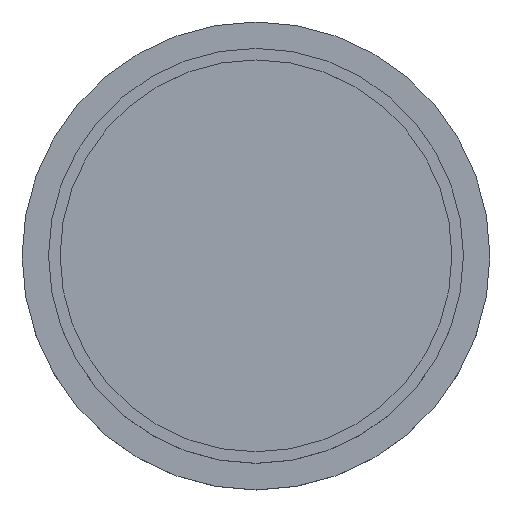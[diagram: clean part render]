
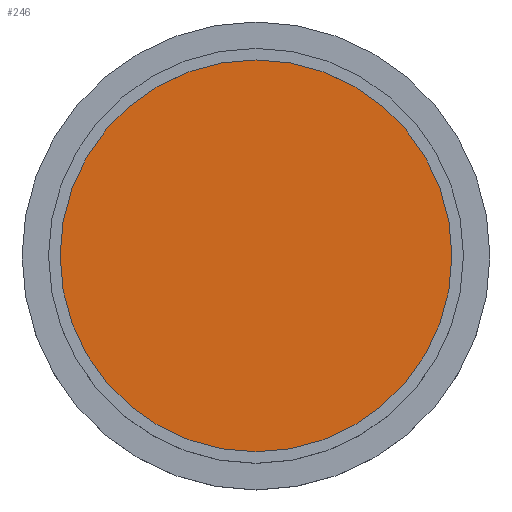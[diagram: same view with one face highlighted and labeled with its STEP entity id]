
A CAD part, top view. The second image highlights one B-rep face of the part: STEP entity #246.
In plain terms, the highlighted planar face has unit normal (0, 0, 1).
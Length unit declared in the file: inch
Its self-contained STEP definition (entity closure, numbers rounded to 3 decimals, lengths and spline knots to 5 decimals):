
#75=CARTESIAN_POINT('',(0.,0.,0.19094));
#76=DIRECTION('',(0.,0.,1.));
#77=DIRECTION('',(1.,0.,0.));
#78=AXIS2_PLACEMENT_3D('',#75,#76,#77);
#80=CARTESIAN_POINT('',(0.,0.,0.19094));
#81=DIRECTION('',(0.,0.,1.));
#82=DIRECTION('',(-1.,0.,0.));
#83=AXIS2_PLACEMENT_3D('',#80,#81,#82);
#101=CARTESIAN_POINT('',(0.33465,0.,0.19094));
#102=CARTESIAN_POINT('',(-0.33465,0.,0.19094));
#103=VERTEX_POINT('',#101);
#104=VERTEX_POINT('',#102);
#237=CARTESIAN_POINT('',(0.,0.,0.19094));
#238=DIRECTION('',(0.,0.,1.));
#239=DIRECTION('',(1.,0.,0.));
#240=AXIS2_PLACEMENT_3D('',#237,#238,#239);
#241=PLANE('',#240);
#242=ORIENTED_EDGE('',*,*,#217,.F.);
#243=ORIENTED_EDGE('',*,*,#231,.F.);
#244=EDGE_LOOP('',(#242,#243));
#245=FACE_OUTER_BOUND('',#244,.F.);
#246=ADVANCED_FACE('',(#245),#241,.T.);
#79=CIRCLE('',#78,0.33465);
#84=CIRCLE('',#83,0.33465);
#217=EDGE_CURVE('',#103,#104,#79,.T.);
#231=EDGE_CURVE('',#104,#103,#84,.T.);
